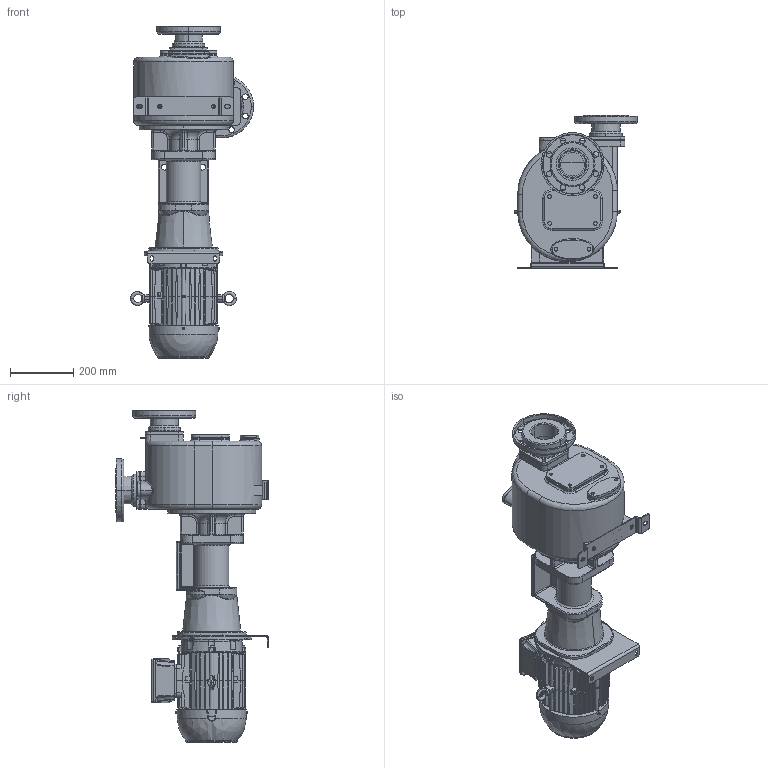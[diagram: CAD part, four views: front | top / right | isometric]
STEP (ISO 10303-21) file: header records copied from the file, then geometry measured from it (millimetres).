
FILE_DESCRIPTION((''),'2;1');
FILE_NAME('S_85-50_K_BBT_F','2022-04-08T14:27:31',('Nicola'),(''),'CREO PARAMETRIC BY PTC INC, 2020354','CREO PARAMETRIC BY PTC INC, 2020354','');
FILE_SCHEMA(('CONFIG_CONTROL_DESIGN'));
Products named in the file (1): S_85-50_K_BBT_F
Bounding box: 389.98 x 485 x 1052.6 mm (x, y, z)
Volume: 43852416 mm3; surface area: 1815229.5 mm2
Topology: 5 solids, 5 shells, 2576 faces, 6454 edges, 4107 vertices
Faces by surface type: plane 1752, cylinder 405, cone 169, bspline 121, torus 110, sphere 13, extrusion 6
Entity records: 98302 total; most frequent: CARTESIAN_POINT 37650, ORIENTED_EDGE 12886, DIRECTION 11846, EDGE_CURVE 6443, VECTOR 4148, LINE 4142, VERTEX_POINT 4107, AXIS2_PLACEMENT_3D 3849
